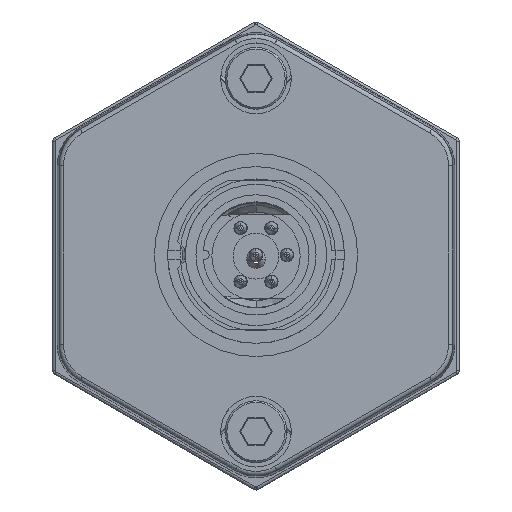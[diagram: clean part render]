
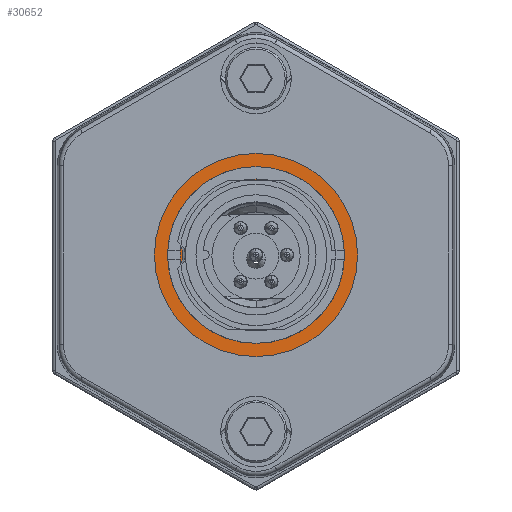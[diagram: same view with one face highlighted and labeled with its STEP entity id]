
A CAD part, top view. The second image highlights one B-rep face of the part: STEP entity #30652.
In plain terms, the highlighted planar face has unit normal (0, 0, 1).
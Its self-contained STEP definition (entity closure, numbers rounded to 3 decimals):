
#2040 = EDGE_CURVE ( 'NONE', #29296, #26737, #30214, .T. ) ;
#2062 = CARTESIAN_POINT ( 'NONE',  ( 0., 0., 59.3 ) ) ;
#2396 = CIRCLE ( 'NONE', #17747, 9. ) ;
#2402 = VERTEX_POINT ( 'NONE', #28228 ) ;
#2830 = AXIS2_PLACEMENT_3D ( 'NONE', #2062, #24867, #5389 ) ;
#4405 = CIRCLE ( 'NONE', #35028, 9. ) ;
#4436 = EDGE_CURVE ( 'NONE', #7070, #15212, #42234, .T. ) ;
#5312 = VECTOR ( 'NONE', #8726, 1000. ) ;
#5389 = DIRECTION ( 'NONE',  ( 1., 0., 0. ) ) ;
#6394 = EDGE_CURVE ( 'NONE', #8426, #2402, #13191, .T. ) ;
#6861 = CARTESIAN_POINT ( 'NONE',  ( 2.958, 8.5, 59.3 ) ) ;
#7070 = VERTEX_POINT ( 'NONE', #35234 ) ;
#7081 = DIRECTION ( 'NONE',  ( 0., 0., -1. ) ) ;
#7256 = EDGE_CURVE ( 'NONE', #15212, #40676, #2396, .T. ) ;
#7671 = FACE_BOUND ( 'NONE', #30919, .T. ) ;
#8295 = ORIENTED_EDGE ( 'NONE', *, *, #14478, .T. ) ;
#8426 = VERTEX_POINT ( 'NONE', #17473 ) ;
#8485 = CARTESIAN_POINT ( 'NONE',  ( -8.888, 1.416, 59.3 ) ) ;
#8514 = PLANE ( 'NONE',  #2830 ) ;
#8683 = FACE_OUTER_BOUND ( 'NONE', #25716, .T. ) ;
#8726 = DIRECTION ( 'NONE',  ( 1., 0., 0. ) ) ;
#9177 = DIRECTION ( 'NONE',  ( 0., 0., 1. ) ) ;
#9288 = CARTESIAN_POINT ( 'NONE',  ( -8.888, -1.416, 59.3 ) ) ;
#10649 = AXIS2_PLACEMENT_3D ( 'NONE', #11996, #34699, #15246 ) ;
#10745 = CARTESIAN_POINT ( 'NONE',  ( -2.958, -8.5, 59.3 ) ) ;
#11971 = DIRECTION ( 'NONE',  ( 0., 0., -1. ) ) ;
#11996 = CARTESIAN_POINT ( 'NONE',  ( 0., 0., 59.3 ) ) ;
#12724 = CIRCLE ( 'NONE', #32642, 9. ) ;
#13132 = CARTESIAN_POINT ( 'NONE',  ( 0., 0., 59.3 ) ) ;
#13191 = CIRCLE ( 'NONE', #10649, 11.5 ) ;
#14478 = EDGE_CURVE ( 'NONE', #26737, #7070, #12724, .T. ) ;
#15149 = ORIENTED_EDGE ( 'NONE', *, *, #17640, .T. ) ;
#15212 = VERTEX_POINT ( 'NONE', #10745 ) ;
#15246 = DIRECTION ( 'NONE',  ( 1., 0., 0. ) ) ;
#15681 = DIRECTION ( 'NONE',  ( 0., 0., 1. ) ) ;
#16401 = DIRECTION ( 'NONE',  ( 1., 0., 0. ) ) ;
#17374 = AXIS2_PLACEMENT_3D ( 'NONE', #35136, #15681, #38447 ) ;
#17473 = CARTESIAN_POINT ( 'NONE',  ( -11.5, 0., 59.3 ) ) ;
#17640 = EDGE_CURVE ( 'NONE', #40676, #36288, #17668, .T. ) ;
#17668 = CIRCLE ( 'NONE', #38943, 2. ) ;
#17747 = AXIS2_PLACEMENT_3D ( 'NONE', #26552, #7081, #29770 ) ;
#20743 = ORIENTED_EDGE ( 'NONE', *, *, #7256, .T. ) ;
#22985 = CARTESIAN_POINT ( 'NONE',  ( -2.958, 8.5, 59.3 ) ) ;
#24821 = ORIENTED_EDGE ( 'NONE', *, *, #31856, .T. ) ;
#24863 = VECTOR ( 'NONE', #26733, 1000. ) ;
#24867 = DIRECTION ( 'NONE',  ( 0., 0., 1. ) ) ;
#25716 = EDGE_LOOP ( 'NONE', ( #28598, #41396 ) ) ;
#26552 = CARTESIAN_POINT ( 'NONE',  ( 0., 0., 59.3 ) ) ;
#26733 = DIRECTION ( 'NONE',  ( -1., 0., 0. ) ) ;
#26737 = VERTEX_POINT ( 'NONE', #6861 ) ;
#28228 = CARTESIAN_POINT ( 'NONE',  ( 11.5, 0., 59.3 ) ) ;
#28598 = ORIENTED_EDGE ( 'NONE', *, *, #40638, .T. ) ;
#28650 = CARTESIAN_POINT ( 'NONE',  ( -10.3, 0., 59.3 ) ) ;
#29296 = VERTEX_POINT ( 'NONE', #22985 ) ;
#29770 = DIRECTION ( 'NONE',  ( 1., 0., 0. ) ) ;
#30214 = LINE ( 'NONE', #30289, #5312 ) ;
#30289 = CARTESIAN_POINT ( 'NONE',  ( -2.958, 8.5, 59.3 ) ) ;
#30652 = ADVANCED_FACE ( 'NONE', ( #8683, #7671 ), #8514, .T. ) ;
#30919 = EDGE_LOOP ( 'NONE', ( #8295, #38325, #20743, #15149, #24821, #39364 ) ) ;
#31407 = CARTESIAN_POINT ( 'NONE',  ( 0., 0., 59.3 ) ) ;
#31856 = EDGE_CURVE ( 'NONE', #36288, #29296, #4405, .T. ) ;
#31910 = DIRECTION ( 'NONE',  ( 1., 0., 0. ) ) ;
#32280 = CIRCLE ( 'NONE', #17374, 11.5 ) ;
#32642 = AXIS2_PLACEMENT_3D ( 'NONE', #31407, #11971, #34668 ) ;
#33136 = CARTESIAN_POINT ( 'NONE',  ( -2.958, -8.5, 59.3 ) ) ;
#34668 = DIRECTION ( 'NONE',  ( 1., 0., 0. ) ) ;
#34699 = DIRECTION ( 'NONE',  ( 0., 0., 1. ) ) ;
#35028 = AXIS2_PLACEMENT_3D ( 'NONE', #13132, #35862, #16401 ) ;
#35136 = CARTESIAN_POINT ( 'NONE',  ( 0., 0., 59.3 ) ) ;
#35234 = CARTESIAN_POINT ( 'NONE',  ( 2.958, -8.5, 59.3 ) ) ;
#35862 = DIRECTION ( 'NONE',  ( 0., 0., -1. ) ) ;
#36288 = VERTEX_POINT ( 'NONE', #8485 ) ;
#38325 = ORIENTED_EDGE ( 'NONE', *, *, #4436, .T. ) ;
#38447 = DIRECTION ( 'NONE',  ( 1., 0., 0. ) ) ;
#38943 = AXIS2_PLACEMENT_3D ( 'NONE', #28650, #9177, #31910 ) ;
#39364 = ORIENTED_EDGE ( 'NONE', *, *, #2040, .T. ) ;
#40638 = EDGE_CURVE ( 'NONE', #2402, #8426, #32280, .T. ) ;
#40676 = VERTEX_POINT ( 'NONE', #9288 ) ;
#41396 = ORIENTED_EDGE ( 'NONE', *, *, #6394, .T. ) ;
#42234 = LINE ( 'NONE', #33136, #24863 ) ;
